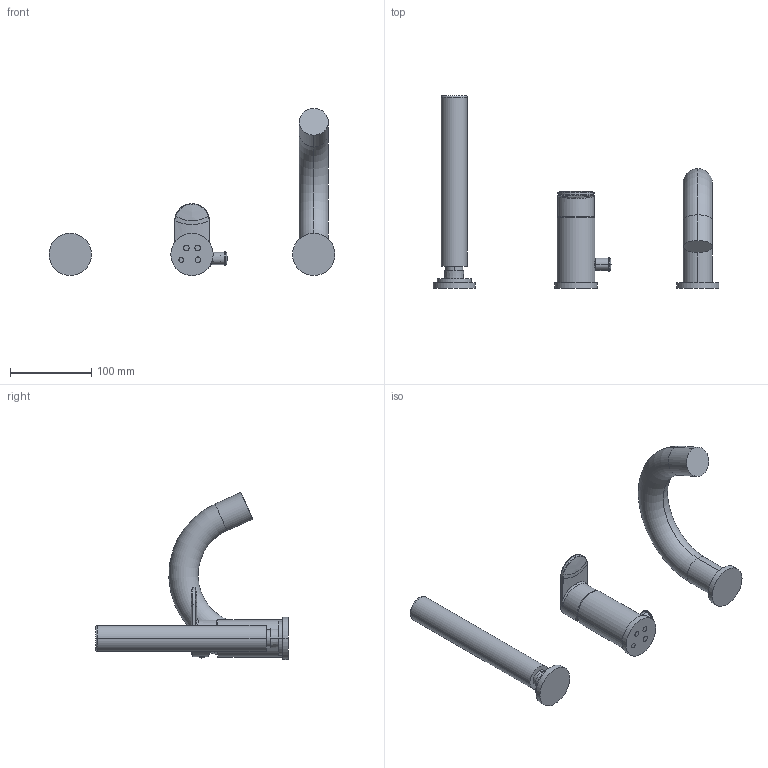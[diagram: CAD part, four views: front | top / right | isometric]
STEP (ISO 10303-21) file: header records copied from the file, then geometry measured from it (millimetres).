
FILE_DESCRIPTION((''),'2;1');
FILE_NAME('CA040CR','2021-01-13T11:31:23',('ut3'),('PAFFONI SpA'),'CREO PARAMETRIC BY PTC INC, 2020044','CREO PARAMETRIC BY PTC INC, 2020044','');
FILE_SCHEMA(('CONFIG_CONTROL_DESIGN','SHAPE_APPEARANCE_LAYERS_GROUPS'));
Length unit declared in the file: millimetre
Products named in the file (1): CA040CR
Bounding box: 352 x 237.5 x 205.82 mm (x, y, z)
Volume: 643145.4 mm3; surface area: 116141.4 mm2
Topology: 5 solids, 5 shells, 291 faces, 681 edges, 414 vertices
Faces by surface type: cylinder 113, plane 79, cone 46, bspline 33, torus 16, sphere 4
Entity records: 14032 total; most frequent: CARTESIAN_POINT 5201, DIRECTION 1374, ORIENTED_EDGE 1338, EDGE_CURVE 669, AXIS2_PLACEMENT_3D 560, VERTEX_POINT 414, EDGE_LOOP 333, FILL_AREA_STYLE_COLOUR 333
